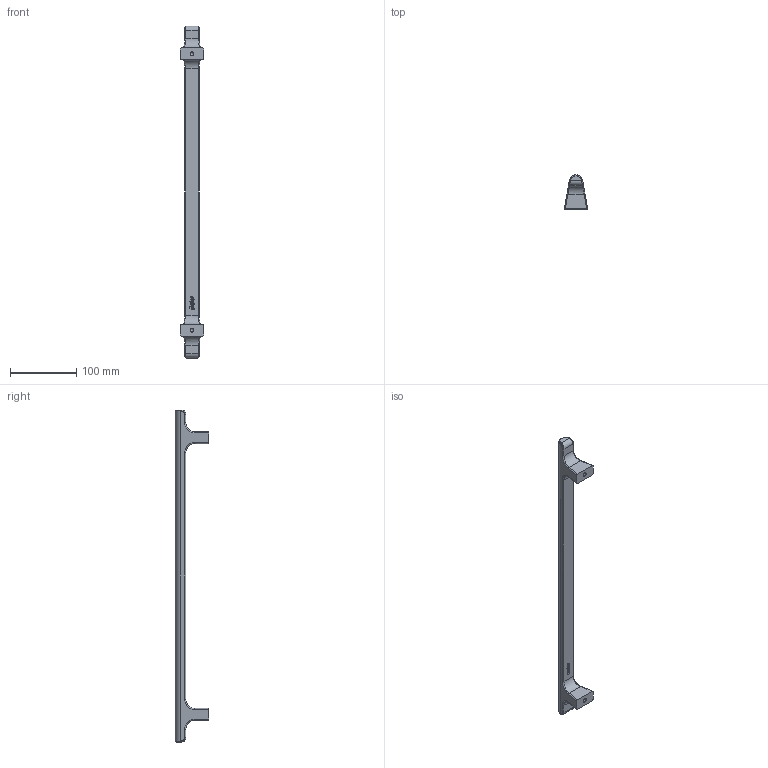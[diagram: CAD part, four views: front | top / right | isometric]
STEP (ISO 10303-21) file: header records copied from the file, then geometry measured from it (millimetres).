
FILE_DESCRIPTION(/* description */ (''),/* implementation_level */ '2;1');
FILE_NAME(/* name */ '0687_416_00.stp',/* time_stamp */ '2024-09-09T15:06:33+02:00',/* author */ ('mantolin'),/* organization */ (''),/* preprocessor_version */ 'ST-DEVELOPER v18.1',/* originating_system */ 'Autodesk Inventor 2022',/* authorisation */ '');
FILE_SCHEMA (('AUTOMOTIVE_DESIGN { 1 0 10303 214 3 1 1 }'));
Length unit declared in the file: millimetre
Products named in the file (1): 0687_416_00
Bounding box: 35 x 50.78 x 499.5 mm (x, y, z)
Volume: 182738.9 mm3; surface area: 39979.3 mm2
Topology: 1 solids, 1 shells, 121 faces, 295 edges, 186 vertices
Faces by surface type: plane 63, cylinder 40, bspline 12, cone 4, torus 2
Full cylindrical faces by diameter (mm): 2.367 x1, 4.917 x2
Entity records: 3995 total; most frequent: CARTESIAN_POINT 1063, DIRECTION 609, ORIENTED_EDGE 586, EDGE_CURVE 293, AXIS2_PLACEMENT_3D 206, LINE 197, VECTOR 197, VERTEX_POINT 186
